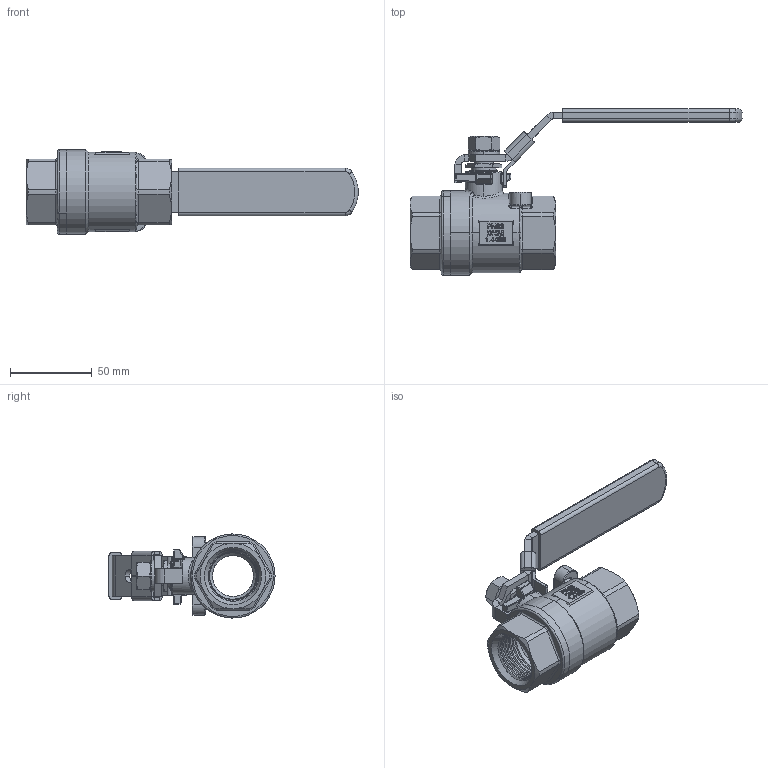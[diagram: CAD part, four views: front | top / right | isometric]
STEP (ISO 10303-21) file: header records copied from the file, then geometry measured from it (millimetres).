
FILE_DESCRIPTION (( 'STEP AP203' ), '1' );
FILE_NAME ('JV-20E.STEP', '2014-03-26T02:25:49', ( 'user' ), ( '' ), 'SwSTEP 2.0', 'SolidWorks 2005179', '' );
FILE_SCHEMA (( 'CONFIG_CONTROL_DESIGN' ));
Length unit declared in the file: millimetre
Products named in the file (17): E-20E0460_預設; C-20E526-W00_預設; P-20E-黃無標_預設; JV-20E; T-20E08T3-2_預設; T-21E06T0_預設; G-20E1740_預設; D-20E5060_預設; G-20E2640-彈簧華司_預設; F-10G0361_預設; T-20E08T3-3_預設; M-20E2140鎖片_預設; M-20E2140_預設; G-20E1040_預設; T-20E07T0_預設; T-20E05T0_預設; T-20E08T3-1_預設
Assembly tree (17 placements, depth 2):
  JV-20E
    G-20E1740_預設
    M-20E2140_預設
    T-20E08T3-1_預設
    M-20E2140鎖片_預設
    P-20E-黃無標_預設
    E-20E0460_預設
    T-20E08T3-2_預設
    D-20E5060_預設
    F-10G0361_預設
    T-21E06T0_預設
    C-20E526-W00_預設
    T-20E08T3-3_預設
    T-20E05T0_預設  x2
    G-20E1040_預設
    G-20E2640-彈簧華司_預設
    T-20E07T0_預設
Bounding box: 203.12 x 101.6 x 51.5 mm (x, y, z)
Volume: 139590.8 mm3; surface area: 82432.6 mm2
Topology: 18 solids, 18 shells, 986 faces, 2433 edges, 1499 vertices
Faces by surface type: plane 321, cylinder 282, bspline 178, cone 121, torus 54, sphere 30
Entity records: 69322 total; most frequent: CARTESIAN_POINT 46372, ORIENTED_EDGE 4746, DIRECTION 3885, EDGE_CURVE 2373, VERTEX_POINT 1475, AXIS2_PLACEMENT_3D 1417, VECTOR 1051, LINE 1051
